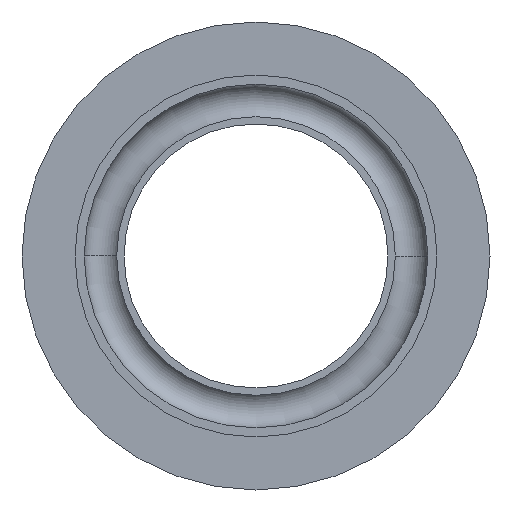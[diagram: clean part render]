
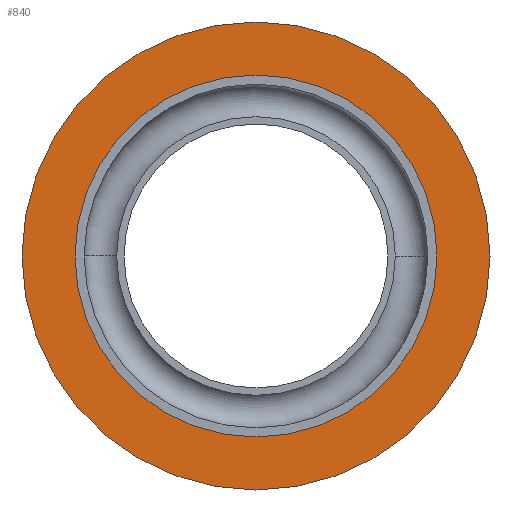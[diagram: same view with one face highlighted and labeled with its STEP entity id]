
A CAD part, left-side view. The second image highlights one B-rep face of the part: STEP entity #840.
In plain terms, the highlighted planar face has unit normal (-1, 0, 0).
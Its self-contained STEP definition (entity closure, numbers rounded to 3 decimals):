
#21 = CARTESIAN_POINT ( 'NONE',  ( -10.38, -19.385, 0. ) ) ;
#22 = CIRCLE ( 'NONE', #337, 24.75 ) ;
#37 = AXIS2_PLACEMENT_3D ( 'NONE', #528, #600, #794 ) ;
#78 = FACE_OUTER_BOUND ( 'NONE', #690, .T. ) ;
#83 = CARTESIAN_POINT ( 'NONE',  ( -10.38, -26.635, 0. ) ) ;
#157 = ORIENTED_EDGE ( 'NONE', *, *, #241, .T. ) ;
#165 = ORIENTED_EDGE ( 'NONE', *, *, #352, .T. ) ;
#196 = CIRCLE ( 'NONE', #536, 32. ) ;
#241 = EDGE_CURVE ( 'NONE', #414, #293, #468, .T. ) ;
#254 = CARTESIAN_POINT ( 'NONE',  ( -10.38, 37.365, 0. ) ) ;
#272 = DIRECTION ( 'NONE',  ( 1., 0., 0. ) ) ;
#293 = VERTEX_POINT ( 'NONE', #254 ) ;
#337 = AXIS2_PLACEMENT_3D ( 'NONE', #795, #745, #593 ) ;
#339 = PLANE ( 'NONE',  #563 ) ;
#341 = VERTEX_POINT ( 'NONE', #529 ) ;
#342 = DIRECTION ( 'NONE',  ( 0., 1., 0. ) ) ;
#352 = EDGE_CURVE ( 'NONE', #293, #414, #196, .T. ) ;
#357 = EDGE_CURVE ( 'NONE', #341, #799, #22, .T. ) ;
#366 = AXIS2_PLACEMENT_3D ( 'NONE', #380, #723, #570 ) ;
#380 = CARTESIAN_POINT ( 'NONE',  ( -10.38, 5.365, 0. ) ) ;
#414 = VERTEX_POINT ( 'NONE', #83 ) ;
#416 = CIRCLE ( 'NONE', #37, 24.75 ) ;
#448 = ORIENTED_EDGE ( 'NONE', *, *, #846, .F. ) ;
#468 = CIRCLE ( 'NONE', #366, 32. ) ;
#518 = EDGE_LOOP ( 'NONE', ( #448, #724 ) ) ;
#524 = CARTESIAN_POINT ( 'NONE',  ( -10.38, 37.365, 0. ) ) ;
#525 = DIRECTION ( 'NONE',  ( 0., -1., 0. ) ) ;
#528 = CARTESIAN_POINT ( 'NONE',  ( -10.38, 5.365, 0. ) ) ;
#529 = CARTESIAN_POINT ( 'NONE',  ( -10.38, 30.115, 0. ) ) ;
#536 = AXIS2_PLACEMENT_3D ( 'NONE', #730, #727, #525 ) ;
#563 = AXIS2_PLACEMENT_3D ( 'NONE', #524, #272, #342 ) ;
#570 = DIRECTION ( 'NONE',  ( 0., -1., 0. ) ) ;
#593 = DIRECTION ( 'NONE',  ( 0., -1., 0. ) ) ;
#600 = DIRECTION ( 'NONE',  ( -1., 0., 0. ) ) ;
#604 = FACE_BOUND ( 'NONE', #518, .T. ) ;
#690 = EDGE_LOOP ( 'NONE', ( #157, #165 ) ) ;
#723 = DIRECTION ( 'NONE',  ( -1., 0., 0. ) ) ;
#724 = ORIENTED_EDGE ( 'NONE', *, *, #357, .F. ) ;
#727 = DIRECTION ( 'NONE',  ( -1., 0., 0. ) ) ;
#730 = CARTESIAN_POINT ( 'NONE',  ( -10.38, 5.365, 0. ) ) ;
#745 = DIRECTION ( 'NONE',  ( -1., 0., 0. ) ) ;
#794 = DIRECTION ( 'NONE',  ( 0., -1., 0. ) ) ;
#795 = CARTESIAN_POINT ( 'NONE',  ( -10.38, 5.365, 0. ) ) ;
#799 = VERTEX_POINT ( 'NONE', #21 ) ;
#840 = ADVANCED_FACE ( 'NONE', ( #604, #78 ), #339, .F. ) ;
#846 = EDGE_CURVE ( 'NONE', #799, #341, #416, .T. ) ;
